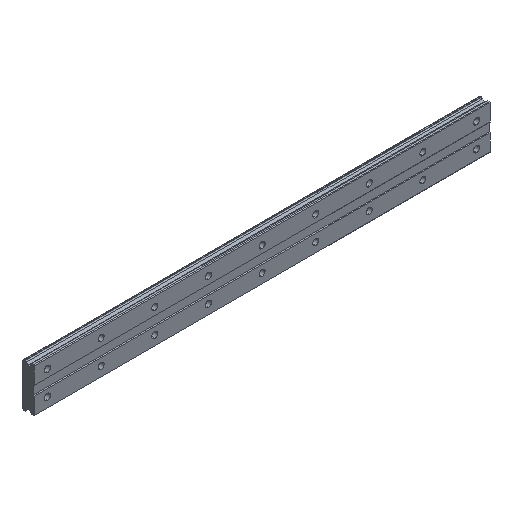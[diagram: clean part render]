
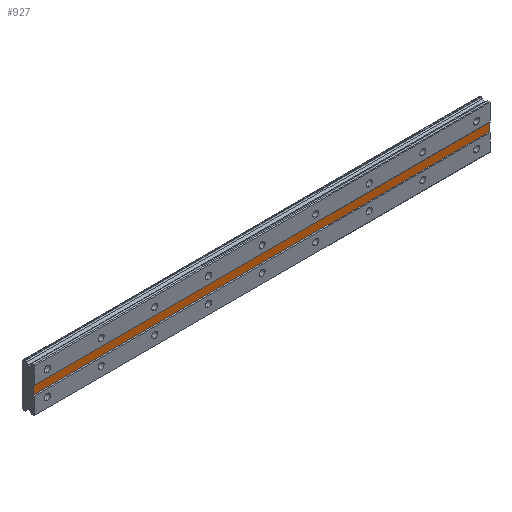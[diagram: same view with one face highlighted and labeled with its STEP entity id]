
A CAD part, isometric view. The second image highlights one B-rep face of the part: STEP entity #927.
In plain terms, the highlighted planar face has unit normal (0, -1, 0).
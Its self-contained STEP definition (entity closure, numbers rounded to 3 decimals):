
#62 = CARTESIAN_POINT ( 'NONE',  ( 330., 0.5, 16.615 ) ) ;
#159 = EDGE_CURVE ( 'NONE', #1006, #2586, #3687, .T. ) ;
#235 = ORIENTED_EDGE ( 'NONE', *, *, #577, .F. ) ;
#270 = CARTESIAN_POINT ( 'NONE',  ( 330., 0.5, 3. ) ) ;
#295 = DIRECTION ( 'NONE',  ( 0., 0., -1. ) ) ;
#322 = AXIS2_PLACEMENT_3D ( 'NONE', #2012, #2346, #510 ) ;
#460 = EDGE_LOOP ( 'NONE', ( #235, #1750, #1681, #3777 ) ) ;
#476 = DIRECTION ( 'NONE',  ( -1., 0., 0. ) ) ;
#490 = DIRECTION ( 'NONE',  ( 0., 0., -1. ) ) ;
#510 = DIRECTION ( 'NONE',  ( 0., 0., 1. ) ) ;
#549 = CARTESIAN_POINT ( 'NONE',  ( -10., 0.5, 3. ) ) ;
#577 = EDGE_CURVE ( 'NONE', #2586, #789, #3196, .T. ) ;
#717 = CARTESIAN_POINT ( 'NONE',  ( -10., 0.5, -3. ) ) ;
#755 = FACE_OUTER_BOUND ( 'NONE', #460, .T. ) ;
#779 = CARTESIAN_POINT ( 'NONE',  ( -10., 0.5, 16.615 ) ) ;
#789 = VERTEX_POINT ( 'NONE', #717 ) ;
#794 = PLANE ( 'NONE',  #322 ) ;
#911 = CARTESIAN_POINT ( 'NONE',  ( 330., 0.5, -3. ) ) ;
#927 = ADVANCED_FACE ( 'NONE', ( #755 ), #794, .F. ) ;
#960 = EDGE_CURVE ( 'NONE', #1006, #976, #1075, .T. ) ;
#976 = VERTEX_POINT ( 'NONE', #549 ) ;
#1006 = VERTEX_POINT ( 'NONE', #270 ) ;
#1075 = LINE ( 'NONE', #2293, #3062 ) ;
#1192 = VECTOR ( 'NONE', #490, 1000. ) ;
#1219 = VECTOR ( 'NONE', #3042, 1000. ) ;
#1228 = CARTESIAN_POINT ( 'NONE',  ( 330., 0.5, -3. ) ) ;
#1548 = VECTOR ( 'NONE', #295, 1000. ) ;
#1681 = ORIENTED_EDGE ( 'NONE', *, *, #960, .T. ) ;
#1750 = ORIENTED_EDGE ( 'NONE', *, *, #159, .F. ) ;
#2012 = CARTESIAN_POINT ( 'NONE',  ( 330., 0.5, 3. ) ) ;
#2293 = CARTESIAN_POINT ( 'NONE',  ( 330., 0.5, 3. ) ) ;
#2346 = DIRECTION ( 'NONE',  ( 0., 1., 0. ) ) ;
#2574 = LINE ( 'NONE', #779, #1192 ) ;
#2586 = VERTEX_POINT ( 'NONE', #1228 ) ;
#3042 = DIRECTION ( 'NONE',  ( -1., 0., 0. ) ) ;
#3062 = VECTOR ( 'NONE', #476, 1000. ) ;
#3196 = LINE ( 'NONE', #911, #1219 ) ;
#3574 = EDGE_CURVE ( 'NONE', #976, #789, #2574, .T. ) ;
#3687 = LINE ( 'NONE', #62, #1548 ) ;
#3777 = ORIENTED_EDGE ( 'NONE', *, *, #3574, .T. ) ;
